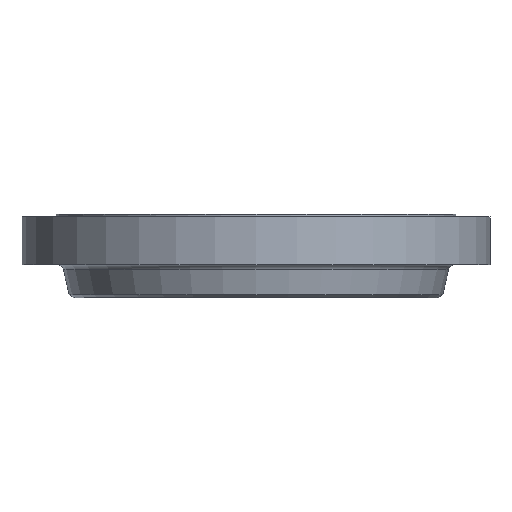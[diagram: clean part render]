
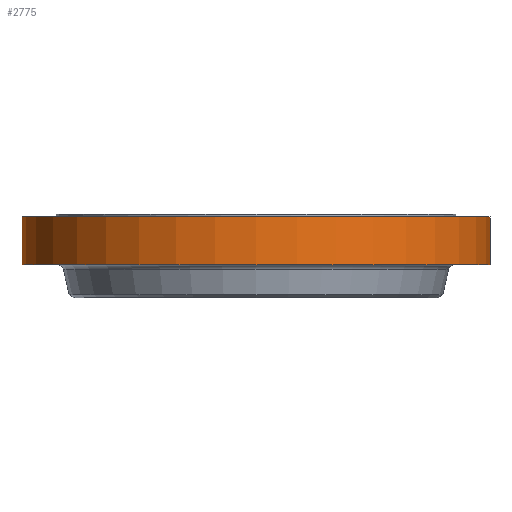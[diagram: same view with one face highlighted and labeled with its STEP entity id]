
A CAD part, front view. The second image highlights one B-rep face of the part: STEP entity #2775.
In plain terms, the highlighted cylindrical face has radius 542.925 mm (diameter 1085.85 mm), a partial arc.
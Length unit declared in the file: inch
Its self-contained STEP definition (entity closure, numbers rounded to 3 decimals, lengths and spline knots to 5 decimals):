
#22 = EDGE_CURVE ( 'NONE', #905, #139, #1207, .T. ) ;
#121 = VERTEX_POINT ( 'NONE', #1006 ) ;
#139 = VERTEX_POINT ( 'NONE', #777 ) ;
#245 = CYLINDRICAL_SURFACE ( 'NONE', #1478, 21.375 ) ;
#247 = EDGE_CURVE ( 'NONE', #121, #905, #1906, .T. ) ;
#332 = CARTESIAN_POINT ( 'NONE',  ( 0., 0., -0.25 ) ) ;
#593 = DIRECTION ( 'NONE',  ( 0., 0., 1. ) ) ;
#660 = ORIENTED_EDGE ( 'NONE', *, *, #2596, .F. ) ;
#717 = CARTESIAN_POINT ( 'NONE',  ( 0., 0., 0. ) ) ;
#777 = CARTESIAN_POINT ( 'NONE',  ( 21.375, 0., -0.25 ) ) ;
#786 = VECTOR ( 'NONE', #982, 39.37008 ) ;
#905 = VERTEX_POINT ( 'NONE', #956 ) ;
#956 = CARTESIAN_POINT ( 'NONE',  ( 21.375, 0., -4.625 ) ) ;
#982 = DIRECTION ( 'NONE',  ( 0., 0., 1. ) ) ;
#1004 = AXIS2_PLACEMENT_3D ( 'NONE', #332, #593, #1921 ) ;
#1006 = CARTESIAN_POINT ( 'NONE',  ( -21.375, 0., -4.625 ) ) ;
#1015 = EDGE_CURVE ( 'NONE', #2278, #139, #2538, .T. ) ;
#1207 = LINE ( 'NONE', #2735, #786 ) ;
#1226 = ORIENTED_EDGE ( 'NONE', *, *, #1015, .F. ) ;
#1238 = LINE ( 'NONE', #1929, #1297 ) ;
#1297 = VECTOR ( 'NONE', #1562, 39.37008 ) ;
#1318 = CARTESIAN_POINT ( 'NONE',  ( 0., 0., -4.625 ) ) ;
#1396 = DIRECTION ( 'NONE',  ( 1., 0., 0. ) ) ;
#1478 = AXIS2_PLACEMENT_3D ( 'NONE', #717, #1816, #1396 ) ;
#1496 = DIRECTION ( 'NONE',  ( 0., 0., 1. ) ) ;
#1511 = CARTESIAN_POINT ( 'NONE',  ( -21.375, 0., -0.25 ) ) ;
#1562 = DIRECTION ( 'NONE',  ( 0., 0., 1. ) ) ;
#1816 = DIRECTION ( 'NONE',  ( 0., 0., 1. ) ) ;
#1847 = ORIENTED_EDGE ( 'NONE', *, *, #247, .T. ) ;
#1906 = CIRCLE ( 'NONE', #2514, 21.375 ) ;
#1921 = DIRECTION ( 'NONE',  ( 1., 0., 0. ) ) ;
#1929 = CARTESIAN_POINT ( 'NONE',  ( -21.375, 0., 0. ) ) ;
#2170 = DIRECTION ( 'NONE',  ( 1., 0., 0. ) ) ;
#2245 = FACE_OUTER_BOUND ( 'NONE', #2512, .T. ) ;
#2278 = VERTEX_POINT ( 'NONE', #1511 ) ;
#2410 = ORIENTED_EDGE ( 'NONE', *, *, #22, .T. ) ;
#2512 = EDGE_LOOP ( 'NONE', ( #660, #1847, #2410, #1226 ) ) ;
#2514 = AXIS2_PLACEMENT_3D ( 'NONE', #1318, #1496, #2170 ) ;
#2538 = CIRCLE ( 'NONE', #1004, 21.375 ) ;
#2596 = EDGE_CURVE ( 'NONE', #121, #2278, #1238, .T. ) ;
#2735 = CARTESIAN_POINT ( 'NONE',  ( 21.375, 0., 0. ) ) ;
#2775 = ADVANCED_FACE ( 'NONE', ( #2245 ), #245, .T. ) ;
